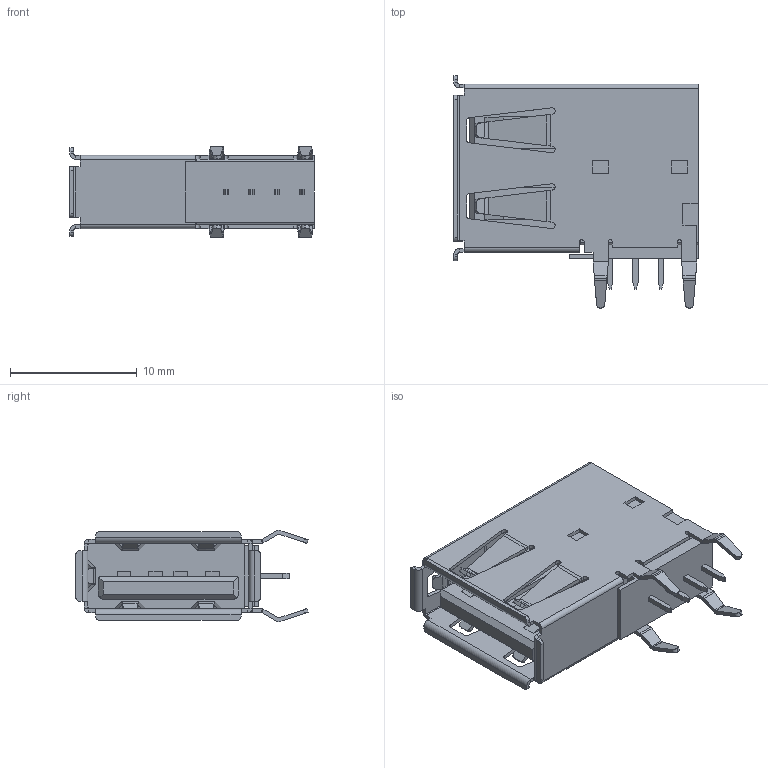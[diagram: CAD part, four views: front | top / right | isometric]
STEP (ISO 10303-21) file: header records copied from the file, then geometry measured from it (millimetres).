
FILE_DESCRIPTION (( 'STEP AP214' ), '1' );
FILE_NAME ('USB-A1SSW6.STEP', '2020-03-02T12:28:29', ( '' ), ( '' ), 'SwSTEP 2.0', 'SolidWorks 2017', '' );
FILE_SCHEMA (( 'AUTOMOTIVE_DESIGN' ));
Length unit declared in the file: millimetre
Products named in the file (1): USB-A1SSW6
Bounding box: 19.3 x 18.35 x 7.2 mm (x, y, z)
Volume: 1023.2 mm3; surface area: 2181.9 mm2
Topology: 10 solids, 10 shells, 445 faces, 1108 edges, 682 vertices
Faces by surface type: plane 289, cylinder 136, bspline 20
Entity records: 13177 total; most frequent: CARTESIAN_POINT 2804, ORIENTED_EDGE 2216, DIRECTION 1972, EDGE_CURVE 1108, VECTOR 784, LINE 784, VERTEX_POINT 682, AXIS2_PLACEMENT_3D 594
